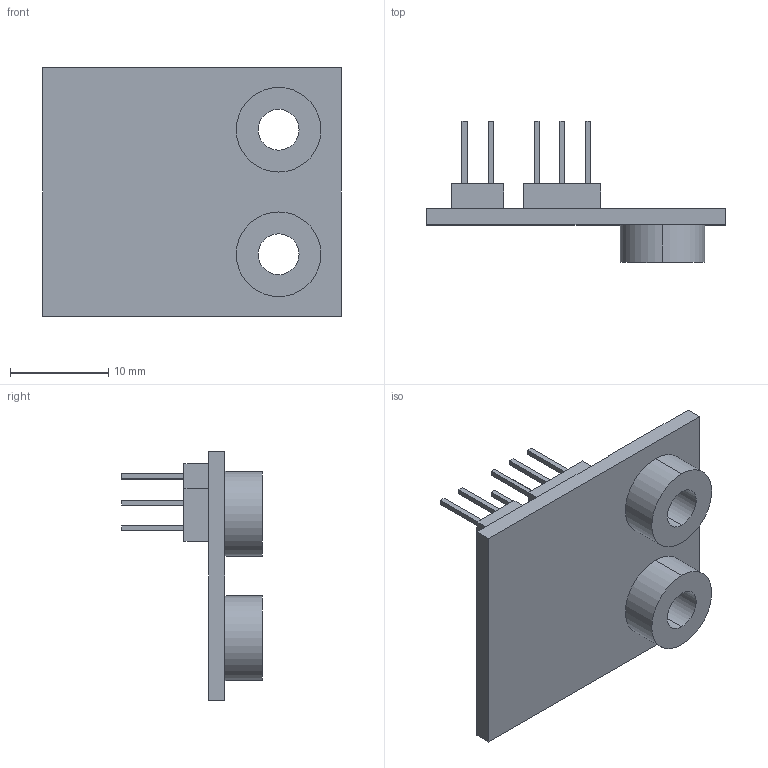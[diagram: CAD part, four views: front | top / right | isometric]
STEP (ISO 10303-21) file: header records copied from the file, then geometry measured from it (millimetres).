
FILE_DESCRIPTION (( 'STEP AP203' ), '1' );
FILE_NAME ('276-2332-001 Rev2.STEP', '2011-03-01T17:55:37', ( 'vex_intern' ), ( 'Microsoft' ), 'SwSTEP 2.0', 'SolidWorks 2010', '' );
FILE_SCHEMA (( 'CONFIG_CONTROL_DESIGN' ));
Length unit declared in the file: inch
Products named in the file (1): 276-2332-001 Rev2
Bounding box: 30.48 x 14.35 x 25.4 mm (x, y, z)
Volume: 1792.5 mm3; surface area: 2293.2 mm2
Topology: 1 solids, 1 shells, 83 faces, 198 edges, 132 vertices
Faces by surface type: plane 75, cylinder 8
Entity records: 2455 total; most frequent: CARTESIAN_POINT 414, ORIENTED_EDGE 396, DIRECTION 382, EDGE_CURVE 198, LINE 182, VECTOR 182, VERTEX_POINT 132, EDGE_LOOP 102
